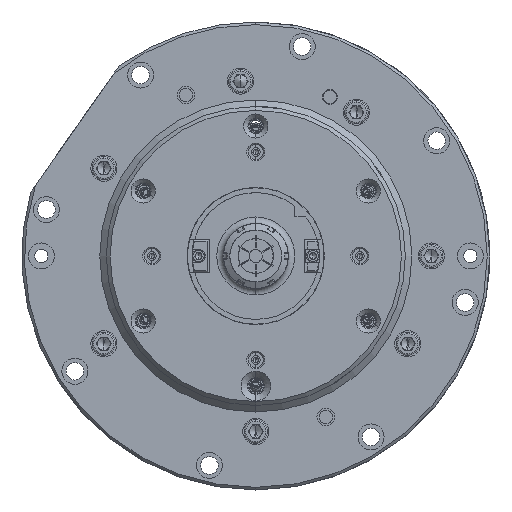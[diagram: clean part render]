
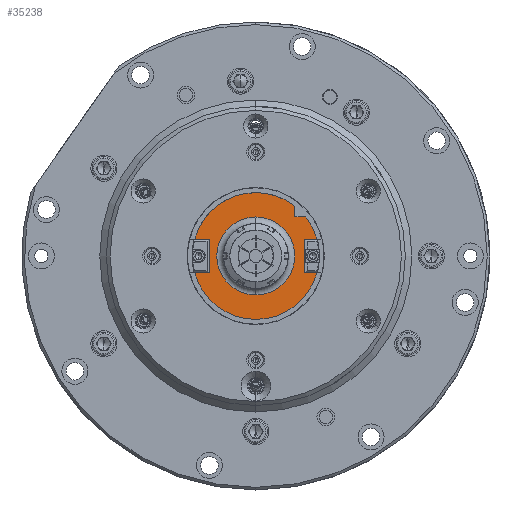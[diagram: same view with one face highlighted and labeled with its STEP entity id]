
A CAD part, left-side view. The second image highlights one B-rep face of the part: STEP entity #35238.
In plain terms, the highlighted planar face has unit normal (-1, 0, 0).
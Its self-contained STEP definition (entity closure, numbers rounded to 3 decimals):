
#5762 = VERTEX_POINT ( 'NONE', #53269 ) ;
#5764 = VERTEX_POINT ( 'NONE', #53267 ) ;
#5800 = VERTEX_POINT ( 'NONE', #53198 ) ;
#5802 = VERTEX_POINT ( 'NONE', #53195 ) ;
#5829 = VERTEX_POINT ( 'NONE', #53156 ) ;
#5831 = VERTEX_POINT ( 'NONE', #53154 ) ;
#5835 = VERTEX_POINT ( 'NONE', #53146 ) ;
#5837 = VERTEX_POINT ( 'NONE', #53145 ) ;
#5839 = VERTEX_POINT ( 'NONE', #53139 ) ;
#5841 = VERTEX_POINT ( 'NONE', #53137 ) ;
#5843 = VERTEX_POINT ( 'NONE', #53135 ) ;
#5845 = VERTEX_POINT ( 'NONE', #53133 ) ;
#5847 = VERTEX_POINT ( 'NONE', #53131 ) ;
#5851 = VERTEX_POINT ( 'NONE', #53123 ) ;
#8045 = EDGE_LOOP ( 'NONE', ( #38702, #39101 ) ) ;
#8092 = EDGE_LOOP ( 'NONE', ( #39146, #38200, #38415, #38045, #38443, #38071, #37997, #38094, #38206, #38238, #39105, #37995 ) ) ;
#9298 = AXIS2_PLACEMENT_3D ( 'NONE', #36371, #36362, #36361 ) ;
#10333 = AXIS2_PLACEMENT_3D ( 'NONE', #14486, #14417, #14476 ) ;
#10354 = AXIS2_PLACEMENT_3D ( 'NONE', #14696, #14695, #14694 ) ;
#10362 = AXIS2_PLACEMENT_3D ( 'NONE', #14547, #14546, #14545 ) ;
#10368 = AXIS2_PLACEMENT_3D ( 'NONE', #14475, #14473, #14472 ) ;
#10371 = AXIS2_PLACEMENT_3D ( 'NONE', #14448, #14447, #14446 ) ;
#10383 = AXIS2_PLACEMENT_3D ( 'NONE', #14325, #14324, #14323 ) ;
#14271 = CARTESIAN_POINT ( 'NONE',  ( -17.63, -48.751, 12.85 ) ) ;
#14272 = DIRECTION ( 'NONE',  ( 0., -1., 0. ) ) ;
#14323 = DIRECTION ( 'NONE',  ( 0., 0., -1. ) ) ;
#14324 = DIRECTION ( 'NONE',  ( -1., 0., 0. ) ) ;
#14325 = CARTESIAN_POINT ( 'NONE',  ( -17.63, 0., 0. ) ) ;
#14353 = DIRECTION ( 'NONE',  ( 0., 1., 0. ) ) ;
#14354 = CARTESIAN_POINT ( 'NONE',  ( -17.63, -48.751, -12.85 ) ) ;
#14370 = DIRECTION ( 'NONE',  ( 0., -1., 0. ) ) ;
#14371 = CARTESIAN_POINT ( 'NONE',  ( -17.63, 0., 12.85 ) ) ;
#14417 = DIRECTION ( 'NONE',  ( 1., 0., 0. ) ) ;
#14446 = DIRECTION ( 'NONE',  ( 0., 0., -1. ) ) ;
#14447 = DIRECTION ( 'NONE',  ( -1., 0., 0. ) ) ;
#14448 = CARTESIAN_POINT ( 'NONE',  ( -17.63, 0., 0. ) ) ;
#14470 = DIRECTION ( 'NONE',  ( 0., -1., 0. ) ) ;
#14471 = CARTESIAN_POINT ( 'NONE',  ( -17.63, -44.599, 30. ) ) ;
#14472 = DIRECTION ( 'NONE',  ( 0., 0., 1. ) ) ;
#14473 = DIRECTION ( 'NONE',  ( 1., 0., 0. ) ) ;
#14475 = CARTESIAN_POINT ( 'NONE',  ( -17.63, 0., 0. ) ) ;
#14476 = DIRECTION ( 'NONE',  ( 0., 0., 1. ) ) ;
#14477 = DIRECTION ( 'NONE',  ( 0., 0., -1. ) ) ;
#14478 = CARTESIAN_POINT ( 'NONE',  ( -17.63, 35.5, 48.75 ) ) ;
#14484 = DIRECTION ( 'NONE',  ( 0., 0., 1. ) ) ;
#14486 = CARTESIAN_POINT ( 'NONE',  ( -17.63, 0., 0. ) ) ;
#14487 = CARTESIAN_POINT ( 'NONE',  ( -17.63, -30., 48.75 ) ) ;
#14545 = DIRECTION ( 'NONE',  ( 0., 0., -1. ) ) ;
#14546 = DIRECTION ( 'NONE',  ( -1., 0., 0. ) ) ;
#14547 = CARTESIAN_POINT ( 'NONE',  ( -17.63, 0., 0. ) ) ;
#14694 = DIRECTION ( 'NONE',  ( 0., 0., -1. ) ) ;
#14695 = DIRECTION ( 'NONE',  ( -1., 0., 0. ) ) ;
#14696 = CARTESIAN_POINT ( 'NONE',  ( -17.63, 0., 0. ) ) ;
#14783 = DIRECTION ( 'NONE',  ( 0., 0., 1. ) ) ;
#14786 = CARTESIAN_POINT ( 'NONE',  ( -17.63, -37.7, 0. ) ) ;
#14833 = DIRECTION ( 'NONE',  ( 0., 1., 0. ) ) ;
#14834 = CARTESIAN_POINT ( 'NONE',  ( -17.63, 48.75, -12.85 ) ) ;
#15586 = VECTOR ( 'NONE', #14272, 1000. ) ;
#15590 = LINE ( 'NONE', #14271, #15586 ) ;
#15606 = CIRCLE ( 'NONE', #10383, 48.75 ) ;
#15611 = VECTOR ( 'NONE', #14353, 1000. ) ;
#15613 = LINE ( 'NONE', #14354, #15611 ) ;
#15616 = VECTOR ( 'NONE', #14370, 1000. ) ;
#15618 = LINE ( 'NONE', #14371, #15616 ) ;
#15643 = CIRCLE ( 'NONE', #10371, 48.75 ) ;
#15644 = VECTOR ( 'NONE', #14470, 1000. ) ;
#15646 = LINE ( 'NONE', #14471, #15644 ) ;
#15647 = VECTOR ( 'NONE', #14477, 1000. ) ;
#15649 = LINE ( 'NONE', #14478, #15647 ) ;
#15650 = VECTOR ( 'NONE', #14484, 1000. ) ;
#15652 = LINE ( 'NONE', #14487, #15650 ) ;
#15655 = CIRCLE ( 'NONE', #10368, 30. ) ;
#15672 = CIRCLE ( 'NONE', #10362, 48.75 ) ;
#15727 = CIRCLE ( 'NONE', #10354, 48.75 ) ;
#15745 = VECTOR ( 'NONE', #14783, 1000. ) ;
#15748 = LINE ( 'NONE', #14786, #15745 ) ;
#15768 = VECTOR ( 'NONE', #14833, 1000. ) ;
#15773 = LINE ( 'NONE', #14834, #15768 ) ;
#15833 = CIRCLE ( 'NONE', #10333, 30. ) ;
#21178 = FACE_OUTER_BOUND ( 'NONE', #8092, .T. ) ;
#21194 = FACE_BOUND ( 'NONE', #8045, .T. ) ;
#35238 = ADVANCED_FACE ( 'NONE', ( #21194, #21178 ), #36370, .F. ) ;
#36361 = DIRECTION ( 'NONE',  ( 0., 0., 1. ) ) ;
#36362 = DIRECTION ( 'NONE',  ( 1., 0., 0. ) ) ;
#36370 = PLANE ( 'NONE',  #9298 ) ;
#36371 = CARTESIAN_POINT ( 'NONE',  ( -17.63, 0., 48.75 ) ) ;
#37995 = ORIENTED_EDGE ( 'NONE', *, *, #60648, .T. ) ;
#37997 = ORIENTED_EDGE ( 'NONE', *, *, #60627, .T. ) ;
#38045 = ORIENTED_EDGE ( 'NONE', *, *, #60667, .T. ) ;
#38071 = ORIENTED_EDGE ( 'NONE', *, *, #60562, .T. ) ;
#38094 = ORIENTED_EDGE ( 'NONE', *, *, #60675, .T. ) ;
#38200 = ORIENTED_EDGE ( 'NONE', *, *, #60642, .T. ) ;
#38206 = ORIENTED_EDGE ( 'NONE', *, *, #60671, .T. ) ;
#38238 = ORIENTED_EDGE ( 'NONE', *, *, #60576, .T. ) ;
#38415 = ORIENTED_EDGE ( 'NONE', *, *, #60590, .T. ) ;
#38443 = ORIENTED_EDGE ( 'NONE', *, *, #60644, .T. ) ;
#38702 = ORIENTED_EDGE ( 'NONE', *, *, #60641, .T. ) ;
#39101 = ORIENTED_EDGE ( 'NONE', *, *, #60518, .T. ) ;
#39105 = ORIENTED_EDGE ( 'NONE', *, *, #60690, .T. ) ;
#39146 = ORIENTED_EDGE ( 'NONE', *, *, #60646, .F. ) ;
#53123 = CARTESIAN_POINT ( 'NONE',  ( -17.63, -37.7, 12.85 ) ) ;
#53131 = CARTESIAN_POINT ( 'NONE',  ( -17.63, 35.5, -12.85 ) ) ;
#53133 = CARTESIAN_POINT ( 'NONE',  ( -17.63, 35.5, 12.85 ) ) ;
#53135 = CARTESIAN_POINT ( 'NONE',  ( -17.63, 47.026, 12.85 ) ) ;
#53137 = CARTESIAN_POINT ( 'NONE',  ( -17.63, -30., 38.426 ) ) ;
#53139 = CARTESIAN_POINT ( 'NONE',  ( -17.63, -30., 30. ) ) ;
#53145 = CARTESIAN_POINT ( 'NONE',  ( -17.63, -47.026, -12.85 ) ) ;
#53146 = CARTESIAN_POINT ( 'NONE',  ( -17.63, -37.7, -12.85 ) ) ;
#53154 = CARTESIAN_POINT ( 'NONE',  ( -17.63, -38.426, 30. ) ) ;
#53156 = CARTESIAN_POINT ( 'NONE',  ( -17.63, -47.026, 12.85 ) ) ;
#53195 = CARTESIAN_POINT ( 'NONE',  ( -17.63, 0., -48.75 ) ) ;
#53198 = CARTESIAN_POINT ( 'NONE',  ( -17.63, 47.026, -12.85 ) ) ;
#53267 = CARTESIAN_POINT ( 'NONE',  ( -17.63, 0., 30. ) ) ;
#53269 = CARTESIAN_POINT ( 'NONE',  ( -17.63, 0., -30. ) ) ;
#60518 = EDGE_CURVE ( 'NONE', #5762, #5764, #15833, .T. ) ;
#60562 = EDGE_CURVE ( 'NONE', #5847, #5800, #15773, .T. ) ;
#60576 = EDGE_CURVE ( 'NONE', #5835, #5851, #15748, .T. ) ;
#60590 = EDGE_CURVE ( 'NONE', #5841, #5843, #15727, .T. ) ;
#60627 = EDGE_CURVE ( 'NONE', #5800, #5802, #15672, .T. ) ;
#60641 = EDGE_CURVE ( 'NONE', #5764, #5762, #15655, .T. ) ;
#60642 = EDGE_CURVE ( 'NONE', #5839, #5841, #15652, .T. ) ;
#60644 = EDGE_CURVE ( 'NONE', #5845, #5847, #15649, .T. ) ;
#60646 = EDGE_CURVE ( 'NONE', #5839, #5831, #15646, .T. ) ;
#60648 = EDGE_CURVE ( 'NONE', #5829, #5831, #15643, .T. ) ;
#60667 = EDGE_CURVE ( 'NONE', #5843, #5845, #15618, .T. ) ;
#60671 = EDGE_CURVE ( 'NONE', #5837, #5835, #15613, .T. ) ;
#60675 = EDGE_CURVE ( 'NONE', #5802, #5837, #15606, .T. ) ;
#60690 = EDGE_CURVE ( 'NONE', #5851, #5829, #15590, .T. ) ;
